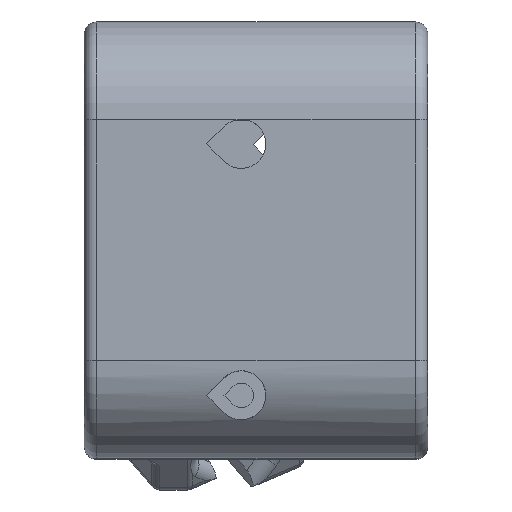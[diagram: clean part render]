
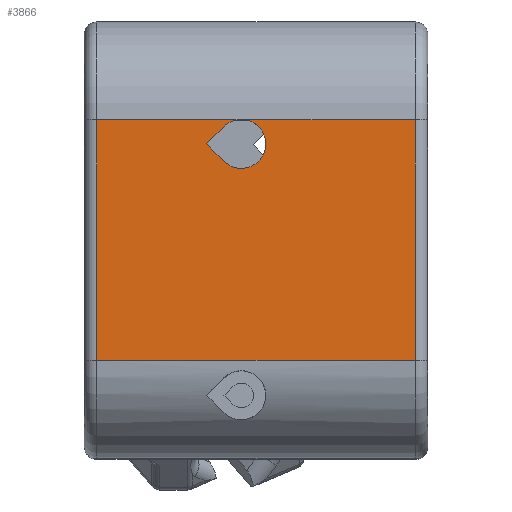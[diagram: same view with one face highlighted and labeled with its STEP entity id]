
A CAD part, top view. The second image highlights one B-rep face of the part: STEP entity #3866.
In plain terms, the highlighted planar face has unit normal (0, 0, 1).
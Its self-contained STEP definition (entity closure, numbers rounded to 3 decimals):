
#194=PLANE('',#4241);
#428=FACE_OUTER_BOUND('',#667,.T.);
#667=EDGE_LOOP('',(#3511,#3512,#3513,#3514,#3515,#3516,#3517,#3518,#3519));
#775=CIRCLE('',#4187,2.);
#776=CIRCLE('',#4188,2.);
#870=LINE('',#5889,#1263);
#874=LINE('',#5905,#1267);
#1129=LINE('',#6524,#1522);
#1130=LINE('',#6525,#1523);
#1166=LINE('',#6678,#1559);
#1167=LINE('',#6679,#1560);
#1168=LINE('',#6680,#1561);
#1263=VECTOR('',#4631,19.6);
#1267=VECTOR('',#4649,19.6);
#1522=VECTOR('',#5186,11.356);
#1523=VECTOR('',#5187,13.756);
#1559=VECTOR('',#5279,10.);
#1560=VECTOR('',#5280,10.);
#1561=VECTOR('',#5281,26.);
#1711=VERTEX_POINT('',#5882);
#1712=VERTEX_POINT('',#5886);
#1716=VERTEX_POINT('',#5901);
#1718=VERTEX_POINT('',#5904);
#1890=VERTEX_POINT('',#6419);
#1891=VERTEX_POINT('',#6421);
#1892=VERTEX_POINT('',#6423);
#1893=VERTEX_POINT('',#6431);
#1948=VERTEX_POINT('',#6677);
#2126=EDGE_CURVE('',#1712,#1711,#870,.F.);
#2134=EDGE_CURVE('',#1716,#1718,#874,.T.);
#2386=EDGE_CURVE('',#1891,#1890,#775,.T.);
#2388=EDGE_CURVE('',#1893,#1892,#776,.T.);
#2435=EDGE_CURVE('',#1892,#1711,#1129,.T.);
#2436=EDGE_CURVE('',#1716,#1891,#1130,.T.);
#2487=EDGE_CURVE('',#1890,#1948,#1166,.T.);
#2488=EDGE_CURVE('',#1948,#1893,#1167,.T.);
#2489=EDGE_CURVE('',#1718,#1712,#1168,.T.);
#3511=ORIENTED_EDGE('',*,*,#2487,.T.);
#3512=ORIENTED_EDGE('',*,*,#2488,.T.);
#3513=ORIENTED_EDGE('',*,*,#2388,.T.);
#3514=ORIENTED_EDGE('',*,*,#2435,.T.);
#3515=ORIENTED_EDGE('',*,*,#2126,.F.);
#3516=ORIENTED_EDGE('',*,*,#2489,.F.);
#3517=ORIENTED_EDGE('',*,*,#2134,.F.);
#3518=ORIENTED_EDGE('',*,*,#2436,.T.);
#3519=ORIENTED_EDGE('',*,*,#2386,.T.);
#3866=ADVANCED_FACE('',(#428),#194,.T.);
#4187=AXIS2_PLACEMENT_3D('',#6422,#5097,#5098);
#4188=AXIS2_PLACEMENT_3D('',#6432,#5099,#5100);
#4241=AXIS2_PLACEMENT_3D('',#6676,#5277,#5278);
#4631=DIRECTION('',(0.,-1.,0.));
#4649=DIRECTION('',(0.,-1.,0.));
#5097=DIRECTION('center_axis',(0.,0.,-1.));
#5098=DIRECTION('ref_axis',(1.,0.,0.));
#5099=DIRECTION('center_axis',(0.,0.,-1.));
#5100=DIRECTION('ref_axis',(1.,0.,0.));
#5186=DIRECTION('',(-1.,0.,0.));
#5187=DIRECTION('',(-1.,0.,0.));
#5277=DIRECTION('center_axis',(0.,0.,
1.));
#5278=DIRECTION('ref_axis',(1.,0.,0.));
#5279=DIRECTION('',(-0.707,0.707,0.));
#5280=DIRECTION('',(0.707,0.707,0.));
#5281=DIRECTION('',(-1.,0.,0.));
#5882=CARTESIAN_POINT('',(-52.85,-25.,26.2));
#5886=CARTESIAN_POINT('',(-52.85,-44.6,26.2));
#5889=CARTESIAN_POINT('',(-52.85,-25.,26.2));
#5901=CARTESIAN_POINT('',(-26.85,-25.,26.2));
#5904=CARTESIAN_POINT('',(-26.85,-44.6,26.2));
#5905=CARTESIAN_POINT('',(-26.85,-25.,26.2));
#6419=CARTESIAN_POINT('',(-42.525,-28.301,26.2));
#6421=CARTESIAN_POINT('',(-40.605,-25.,26.2));
#6422=CARTESIAN_POINT('Origin',(-41.05,-26.95,26.2));
#6423=CARTESIAN_POINT('',(-41.494,-25.,26.2));
#6431=CARTESIAN_POINT('',(-42.525,-25.599,26.2));
#6432=CARTESIAN_POINT('Origin',(-41.05,-26.95,26.2));
#6524=CARTESIAN_POINT('',(-41.494,-25.,26.2));
#6525=CARTESIAN_POINT('',(-26.85,-25.,26.2));
#6676=CARTESIAN_POINT('Origin',(37.499,-25.,26.2));
#6677=CARTESIAN_POINT('',(-43.876,-26.95,26.2));
#6678=CARTESIAN_POINT('',(-23.344,-47.482,26.2));
#6679=CARTESIAN_POINT('',(-23.044,-6.119,26.2));
#6680=CARTESIAN_POINT('',(-26.85,-44.6,26.2));
